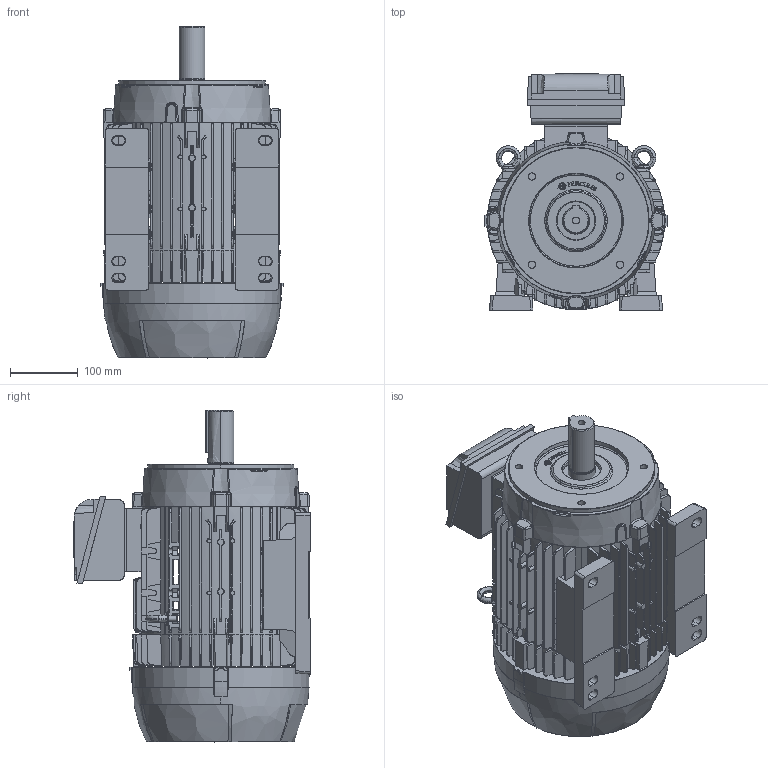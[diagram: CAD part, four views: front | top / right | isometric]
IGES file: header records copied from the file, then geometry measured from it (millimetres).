
Start section: SolidWorks IGES file using analytic representation for surfaces
Global section: file name: 132ML_CP_FC_TOP.igs; native system: SolidWorks 2020; preprocessor: SolidWorks 2020; author: klemz; date: 220727.092343; units: millimetre
Bounding box: 269.8 x 349.14 x 490 mm (x, y, z)
Surface area: 951910.2 mm2 (no closed solid volume)
Topology: 0 solids, 0 shells, 2004 faces, 21611 edges, 21609 vertices
Faces by surface type: bspline 1489, revolution 515
